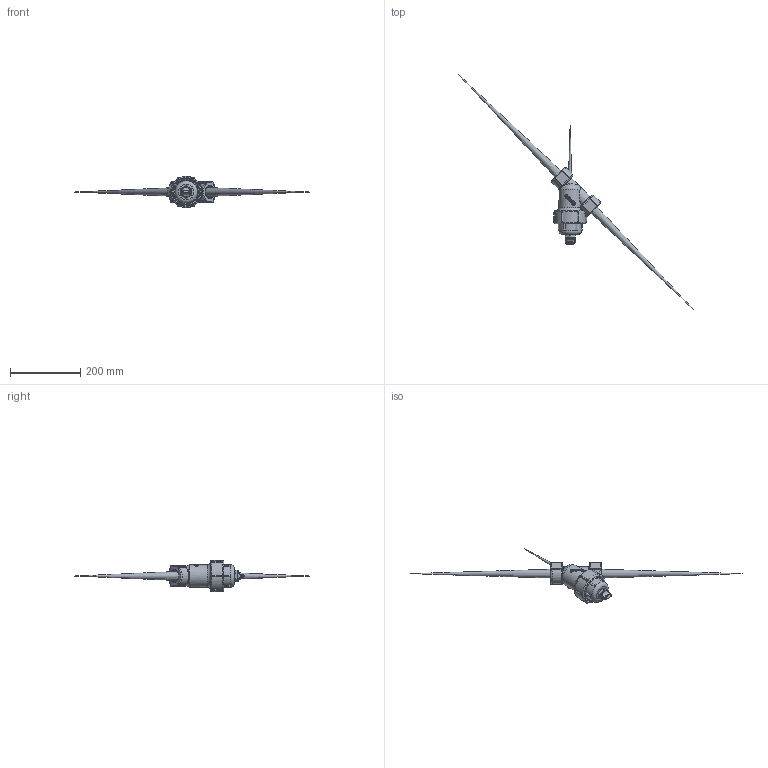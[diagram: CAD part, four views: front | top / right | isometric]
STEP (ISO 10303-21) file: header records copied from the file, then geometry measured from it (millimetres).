
FILE_DESCRIPTION(/* description */ (''),/* implementation_level */ '2;1');
FILE_NAME(/* name */ 'LS100-80.stp',/* time_stamp */ '2018-08-01T10:09:33-04:00',/* author */ ('MJC'),/* organization */ (''),/* preprocessor_version */ 'ST-DEVELOPER v17',/* originating_system */ 'Autodesk Inventor 2018',/* authorisation */ '');
FILE_SCHEMA (('AUTOMOTIVE_DESIGN { 1 0 10303 214 3 1 1 }'));
Products named in the file (10): LS100-80; LS100-B; LS100-C1; LS100XC1; 12777; UV15163; LS100-G; LS180; LST1200D; CE050D
Assembly tree (9 placements, depth 3):
  LS100-80
    LS100-B
    LS100-C1
      LS100XC1
      12777
      UV15163
    LS100-G
    LS180
    LST1200D
    CE050D
Bounding box: 669.7 x 669.7 x 88.9 mm (x, y, z)
Volume: 421700.6 mm3; surface area: 330890.5 mm2
Topology: 8 solids, 8 shells, 2306 faces, 6169 edges, 4009 vertices
Faces by surface type: plane 1195, bspline 592, cylinder 332, cone 78, sphere 55, torus 54
Full cylindrical faces by diameter (mm): 12.7 x2, 25.527 x1, 28.702 x3, 31.75 x1, 36.83 x1, 42.418 x1, 53.34 x1, 53.594 x1, 57.15 x1, 59.436 x1, 60.223 x1, 62.992 x1, 63.5 x1, 68.58 x3, 71.104 x2, 75.454 x2, 77.978 x3, 88.9 x1
Entity records: 118716 total; most frequent: CARTESIAN_POINT 63841, ORIENTED_EDGE 12250, DIRECTION 9109, EDGE_CURVE 6125, VERTEX_POINT 4001, LINE 3377, VECTOR 3377, AXIS2_PLACEMENT_3D 2866
